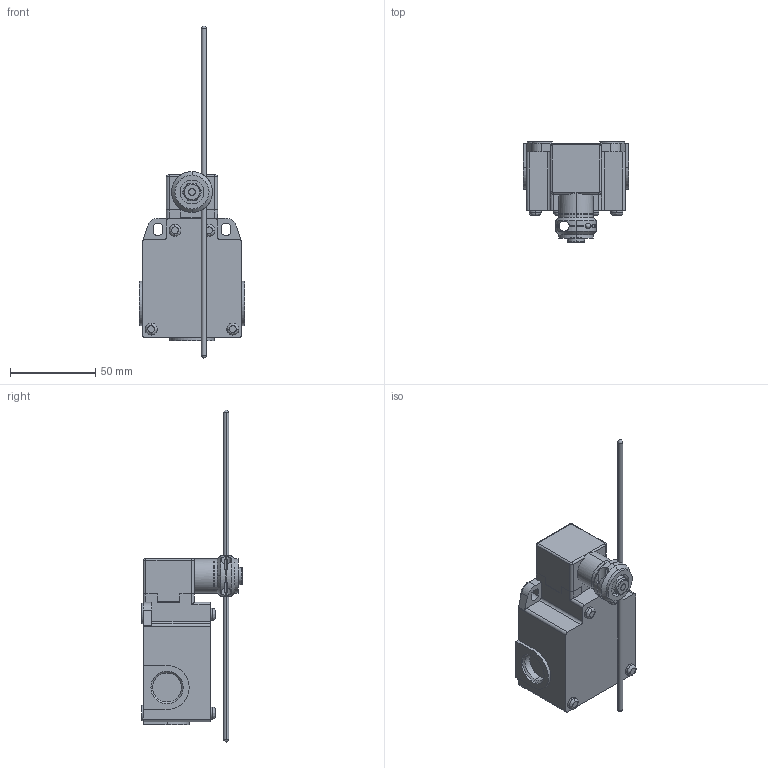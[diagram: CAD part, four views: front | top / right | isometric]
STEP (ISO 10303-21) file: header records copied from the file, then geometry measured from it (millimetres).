
FILE_DESCRIPTION (( 'STEP AP214' ), '1' );
FILE_NAME ('ABM6E71Z11.step', '2017-12-19T21:06:28', ( '' ), ( '' ), 'SwSTEP 2.0', 'SolidWorks 2017', '' );
FILE_SCHEMA (( 'AUTOMOTIVE_DESIGN' ));
Length unit declared in the file: inch
Products named in the file (1): ABM6E71Z11
Bounding box: 62 x 59.3 x 195 mm (x, y, z)
Volume: 179926.4 mm3; surface area: 31261.7 mm2
Topology: 5 solids, 5 shells, 259 faces, 657 edges, 421 vertices
Faces by surface type: plane 125, cylinder 93, cone 25, bspline 12, torus 4
Entity records: 11599 total; most frequent: CARTESIAN_POINT 1826, DIRECTION 1360, ORIENTED_EDGE 1306, EDGE_CURVE 653, AXIS2_PLACEMENT_3D 505, VERTEX_POINT 421, LINE 350, VECTOR 350
